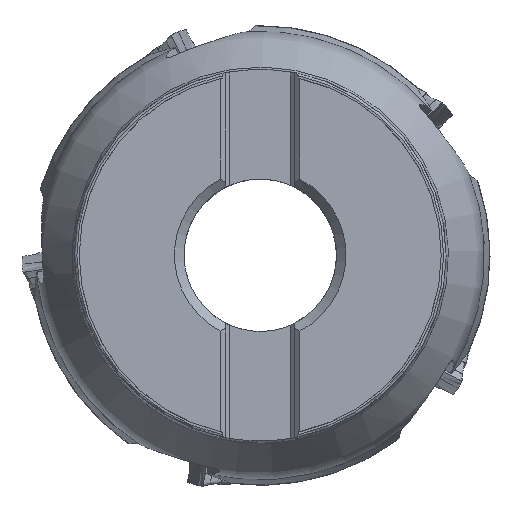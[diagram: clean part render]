
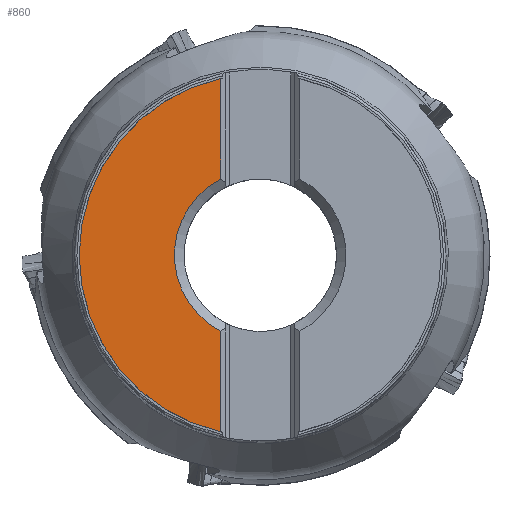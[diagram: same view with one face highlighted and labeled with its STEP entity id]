
A CAD part, top view. The second image highlights one B-rep face of the part: STEP entity #860.
In plain terms, the highlighted planar face has unit normal (0, 0, 1).
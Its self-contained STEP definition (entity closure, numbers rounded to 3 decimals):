
#860=ADVANCED_FACE('CU_BACK_F001',(#1480),#1266,.F.);
#1266=PLANE('',#8225);
#1480=FACE_OUTER_BOUND('',#1899,.T.);
#1899=EDGE_LOOP('',(#3439,#3440,#3441,#3442));
#2862=CIRCLE('',#8218,38.);
#2864=CIRCLE('',#8224,18.006);
#3439=ORIENTED_EDGE('',*,*,#6418,.T.);
#3440=ORIENTED_EDGE('',*,*,#6419,.T.);
#3441=ORIENTED_EDGE('',*,*,#6412,.F.);
#3442=ORIENTED_EDGE('',*,*,#6420,.T.);
#5575=VERTEX_POINT('',#13320);
#5576=VERTEX_POINT('',#13321);
#5579=VERTEX_POINT('',#13332);
#5580=VERTEX_POINT('',#13333);
#6412=EDGE_CURVE('',#5575,#5576,#2862,.T.);
#6418=EDGE_CURVE('',#5579,#5580,#2864,.T.);
#6419=EDGE_CURVE('',#5580,#5576,#7291,.T.);
#6420=EDGE_CURVE('',#5575,#5579,#7292,.T.);
#7291=LINE('',#13334,#7604);
#7292=LINE('',#13335,#7605);
#7604=VECTOR('',#9260,1.);
#7605=VECTOR('',#9261,1.);
#8218=AXIS2_PLACEMENT_3D('',#13319,#9244,#9245);
#8224=AXIS2_PLACEMENT_3D('',#13331,#9258,#9259);
#8225=AXIS2_PLACEMENT_3D('',#13336,#9262,#9263);
#9244=DIRECTION('',(0.,0.,-1.));
#9245=DIRECTION('',(0.155,-0.988,0.));
#9258=DIRECTION('',(0.,0.,-1.));
#9259=DIRECTION('',(0.155,-0.988,0.));
#9260=DIRECTION('',(0.,1.,0.));
#9261=DIRECTION('',(0.,1.,0.));
#9262=DIRECTION('',(0.,0.,-1.));
#9263=DIRECTION('',(-0.155,0.988,0.));
#13319=CARTESIAN_POINT('',(0.,0.,
0.));
#13320=CARTESIAN_POINT('',(-8.327,-37.076,0.));
#13321=CARTESIAN_POINT('',(-8.327,37.076,0.));
#13331=CARTESIAN_POINT('',(0.,0.,
0.));
#13332=CARTESIAN_POINT('',(-8.327,-15.965,0.));
#13333=CARTESIAN_POINT('',(-8.328,15.965,0.));
#13334=CARTESIAN_POINT('',(-8.328,0.,0.));
#13335=CARTESIAN_POINT('',(-8.327,0.,0.));
#13336=CARTESIAN_POINT('',(-38.,0.,0.));
